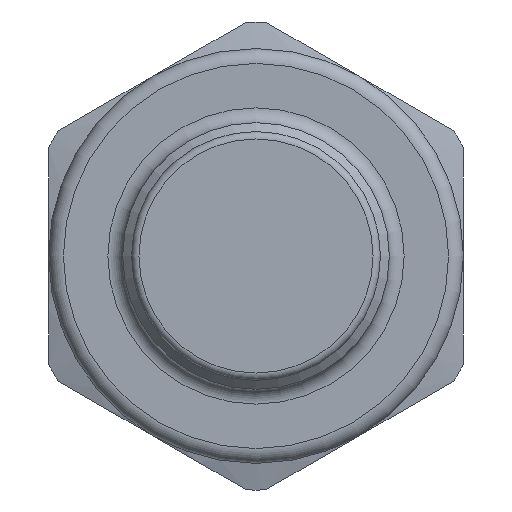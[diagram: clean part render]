
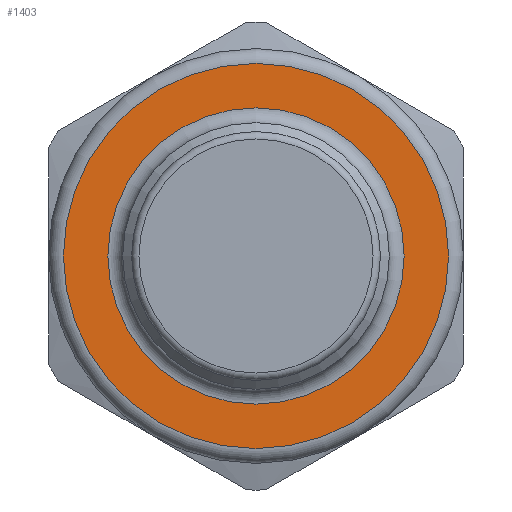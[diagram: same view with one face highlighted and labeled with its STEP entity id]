
A CAD part, left-side view. The second image highlights one B-rep face of the part: STEP entity #1403.
In plain terms, the highlighted planar face has unit normal (-1, 0, 0).
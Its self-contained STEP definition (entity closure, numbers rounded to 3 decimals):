
#1372=CARTESIAN_POINT('',(17.5,5.0,0.));
#1373=VERTEX_POINT('',#1372);
#1374=CARTESIAN_POINT('',(17.5,0.0,0.0));
#1375=DIRECTION('',(-1.0,0.0,0.0));
#1376=DIRECTION('',(0.0,-1.0,0.0));
#1377=AXIS2_PLACEMENT_3D('',#1374,#1375,#1376);
#1378=CIRCLE('',#1377,5.0);
#1379=EDGE_CURVE('',#1373,#1373,#1378,.T.);
#1384=CARTESIAN_POINT('',(17.5,5.75,0.0));
#1385=DIRECTION('',(-1.0,0.0,0.0));
#1386=DIRECTION('',(0.0,0.0,1.0));
#1387=AXIS2_PLACEMENT_3D('',#1384,#1385,#1386);
#1388=PLANE('',#1387);
#1389=CARTESIAN_POINT('',(17.5,6.5,0.0));
#1390=VERTEX_POINT('',#1389);
#1391=CARTESIAN_POINT('',(17.5,0.0,0.0));
#1392=DIRECTION('',(1.0,0.0,0.0));
#1393=DIRECTION('',(0.0,-1.0,0.0));
#1394=AXIS2_PLACEMENT_3D('',#1391,#1392,#1393);
#1395=CIRCLE('',#1394,6.5);
#1396=EDGE_CURVE('',#1390,#1390,#1395,.T.);
#1397=ORIENTED_EDGE('',*,*,#1396,.F.);
#1398=EDGE_LOOP('',(#1397));
#1399=FACE_OUTER_BOUND('',#1398,.T.);
#1400=ORIENTED_EDGE('',*,*,#1379,.F.);
#1401=EDGE_LOOP('',(#1400));
#1402=FACE_BOUND('',#1401,.T.);
#1403=ADVANCED_FACE('',(#1399,#1402),#1388,.T.);
